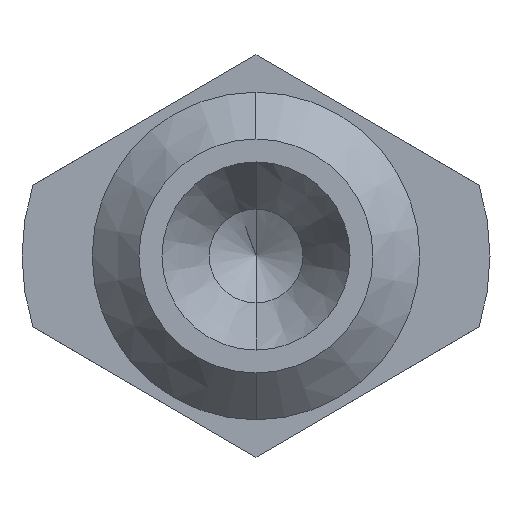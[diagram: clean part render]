
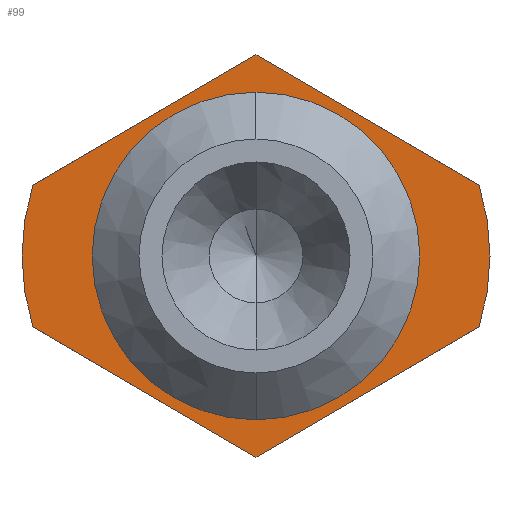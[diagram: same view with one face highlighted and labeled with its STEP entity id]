
A CAD part, front view. The second image highlights one B-rep face of the part: STEP entity #99.
In plain terms, the highlighted planar face has unit normal (0, -1, 0).
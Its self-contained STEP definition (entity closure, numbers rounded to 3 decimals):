
#99 = ADVANCED_FACE( '', ( #157, #158 ), #159, .T. );
#157 = FACE_OUTER_BOUND( '', #221, .T. );
#158 = FACE_BOUND( '', #222, .T. );
#159 = PLANE( '', #223 );
#221 = EDGE_LOOP( '', ( #407, #408, #409, #410, #411, #412 ) );
#222 = EDGE_LOOP( '', ( #413, #414 ) );
#223 = AXIS2_PLACEMENT_3D( '', #415, #416, #417 );
#407 = ORIENTED_EDGE( '', *, *, #494, .T. );
#408 = ORIENTED_EDGE( '', *, *, #513, .F. );
#409 = ORIENTED_EDGE( '', *, *, #490, .T. );
#410 = ORIENTED_EDGE( '', *, *, #498, .T. );
#411 = ORIENTED_EDGE( '', *, *, #504, .F. );
#412 = ORIENTED_EDGE( '', *, *, #485, .T. );
#413 = ORIENTED_EDGE( '', *, *, #465, .T. );
#414 = ORIENTED_EDGE( '', *, *, #512, .T. );
#415 = CARTESIAN_POINT( '', ( 0., 0., -4.175 ) );
#416 = DIRECTION( '', ( 0., -1., 0. ) );
#417 = DIRECTION( '', ( 0., 0., 1. ) );
#465 = EDGE_CURVE( '', #534, #538, #540, .T. );
#485 = EDGE_CURVE( '', #577, #575, #578, .T. );
#490 = EDGE_CURVE( '', #587, #585, #588, .T. );
#494 = EDGE_CURVE( '', #575, #593, #595, .T. );
#498 = EDGE_CURVE( '', #585, #600, #602, .T. );
#504 = EDGE_CURVE( '', #577, #600, #608, .T. );
#512 = EDGE_CURVE( '', #538, #534, #616, .T. );
#513 = EDGE_CURVE( '', #587, #593, #617, .T. );
#534 = VERTEX_POINT( '', #644 );
#538 = VERTEX_POINT( '', #649 );
#540 = CIRCLE( '', #652, 3.35 );
#575 = VERTEX_POINT( '', #707 );
#577 = VERTEX_POINT( '', #710 );
#578 = LINE( '', #711, #712 );
#585 = VERTEX_POINT( '', #730 );
#587 = VERTEX_POINT( '', #733 );
#588 = LINE( '', #734, #735 );
#593 = VERTEX_POINT( '', #750 );
#595 = LINE( '', #753, #754 );
#600 = VERTEX_POINT( '', #769 );
#602 = LINE( '', #772, #773 );
#608 = CIRCLE( '', #780, 5. );
#616 = CIRCLE( '', #788, 3.35 );
#617 = CIRCLE( '', #789, 5. );
#644 = CARTESIAN_POINT( '', ( 0., 0., -3.35 ) );
#649 = CARTESIAN_POINT( '', ( 0., 0., 3.35 ) );
#652 = AXIS2_PLACEMENT_3D( '', #815, #816, #817 );
#707 = CARTESIAN_POINT( '', ( 0., 0., -4.3 ) );
#710 = CARTESIAN_POINT( '', ( -4.767, 0., -1.508 ) );
#711 = CARTESIAN_POINT( '', ( -3.698, 0., -2.134 ) );
#712 = VECTOR( '', #848, 1. );
#730 = CARTESIAN_POINT( '', ( 0., 0., 4.3 ) );
#733 = CARTESIAN_POINT( '', ( 4.767, 0., 1.508 ) );
#734 = CARTESIAN_POINT( '', ( 5.519, 0., 1.068 ) );
#735 = VECTOR( '', #852, 1. );
#750 = CARTESIAN_POINT( '', ( 4.767, 0., -1.508 ) );
#753 = CARTESIAN_POINT( '', ( 0.027, 0., -4.284 ) );
#754 = VECTOR( '', #855, 1. );
#769 = CARTESIAN_POINT( '', ( -4.767, 0., 1.508 ) );
#772 = CARTESIAN_POINT( '', ( -1.848, 0., 3.218 ) );
#773 = VECTOR( '', #858, 1. );
#780 = AXIS2_PLACEMENT_3D( '', #872, #873, #874 );
#788 = AXIS2_PLACEMENT_3D( '', #896, #897, #898 );
#789 = AXIS2_PLACEMENT_3D( '', #899, #900, #901 );
#815 = CARTESIAN_POINT( '', ( 0., 0., 0. ) );
#816 = DIRECTION( '', ( 0., 1., 0. ) );
#817 = DIRECTION( '', ( 0., 0., -1. ) );
#848 = DIRECTION( '', ( 0.863, 0., -0.505 ) );
#852 = DIRECTION( '', ( -0.863, 0., 0.505 ) );
#855 = DIRECTION( '', ( 0.863, 0., 0.505 ) );
#858 = DIRECTION( '', ( -0.863, 0., -0.505 ) );
#872 = CARTESIAN_POINT( '', ( 0., 0., 0. ) );
#873 = DIRECTION( '', ( 0., 1., 0. ) );
#874 = DIRECTION( '', ( 0., 0., -1. ) );
#896 = CARTESIAN_POINT( '', ( 0., 0., 0. ) );
#897 = DIRECTION( '', ( 0., 1., 0. ) );
#898 = DIRECTION( '', ( 0., 0., -1. ) );
#899 = CARTESIAN_POINT( '', ( 0., 0., 0. ) );
#900 = DIRECTION( '', ( 0., 1., 0. ) );
#901 = DIRECTION( '', ( 0., 0., -1. ) );
